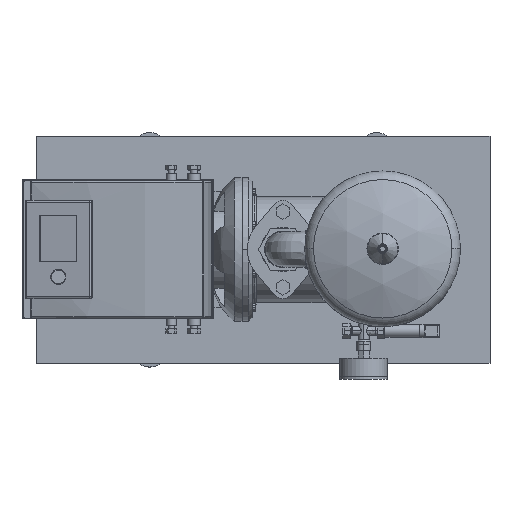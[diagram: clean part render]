
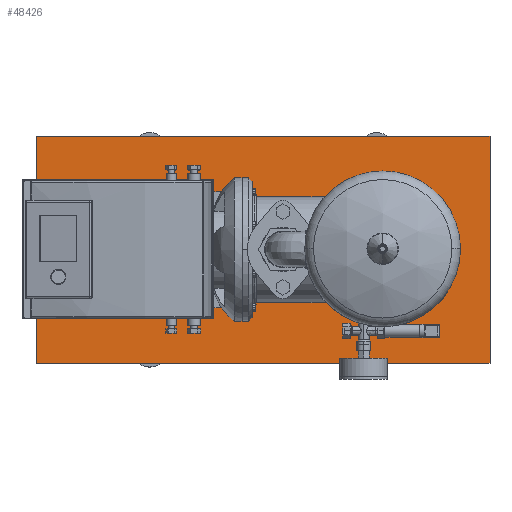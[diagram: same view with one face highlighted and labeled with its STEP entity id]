
A CAD part, top view. The second image highlights one B-rep face of the part: STEP entity #48426.
In plain terms, the highlighted planar face has unit normal (0, 0, 1).
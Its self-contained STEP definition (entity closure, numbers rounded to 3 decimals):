
#48387=CARTESIAN_POINT('',(-326.0,0.,90.0));
#48388=DIRECTION('',(0.0,0.0,1.0));
#48389=DIRECTION('',(0.0,-1.0,0.0));
#48390=AXIS2_PLACEMENT_3D('',#48387,#48388,#48389);
#48391=PLANE('',#48390);
#48392=CARTESIAN_POINT('',(274.0,-150.,90.));
#48393=VERTEX_POINT('',#48392);
#48394=CARTESIAN_POINT('',(274.0,150.,90.));
#48395=VERTEX_POINT('',#48394);
#48396=CARTESIAN_POINT('',(274.0,-150.,90.));
#48397=DIRECTION('',(0.0,1.0,0.0));
#48398=VECTOR('',#48397,300.0);
#48399=LINE('',#48396,#48398);
#48400=EDGE_CURVE('',#48393,#48395,#48399,.T.);
#48401=ORIENTED_EDGE('',*,*,#48400,.T.);
#48402=CARTESIAN_POINT('',(-326.0,150.,90.));
#48403=VERTEX_POINT('',#48402);
#48404=CARTESIAN_POINT('',(-326.0,150.,90.));
#48405=DIRECTION('',(1.0,0.0,0.0));
#48406=VECTOR('',#48405,600.0);
#48407=LINE('',#48404,#48406);
#48408=EDGE_CURVE('',#48403,#48395,#48407,.T.);
#48409=ORIENTED_EDGE('',*,*,#48408,.F.);
#48410=CARTESIAN_POINT('',(-326.0,-150.,90.));
#48411=VERTEX_POINT('',#48410);
#48412=CARTESIAN_POINT('',(-326.0,150.,90.));
#48413=DIRECTION('',(0.0,-1.0,0.0));
#48414=VECTOR('',#48413,300.0);
#48415=LINE('',#48412,#48414);
#48416=EDGE_CURVE('',#48403,#48411,#48415,.T.);
#48417=ORIENTED_EDGE('',*,*,#48416,.T.);
#48418=CARTESIAN_POINT('',(-326.0,-150.,90.));
#48419=DIRECTION('',(1.0,0.0,0.0));
#48420=VECTOR('',#48419,600.0);
#48421=LINE('',#48418,#48420);
#48422=EDGE_CURVE('',#48411,#48393,#48421,.T.);
#48423=ORIENTED_EDGE('',*,*,#48422,.T.);
#48424=EDGE_LOOP('',(#48401,#48409,#48417,#48423));
#48425=FACE_OUTER_BOUND('',#48424,.T.);
#48426=ADVANCED_FACE('',(#48425),#48391,.T.);
